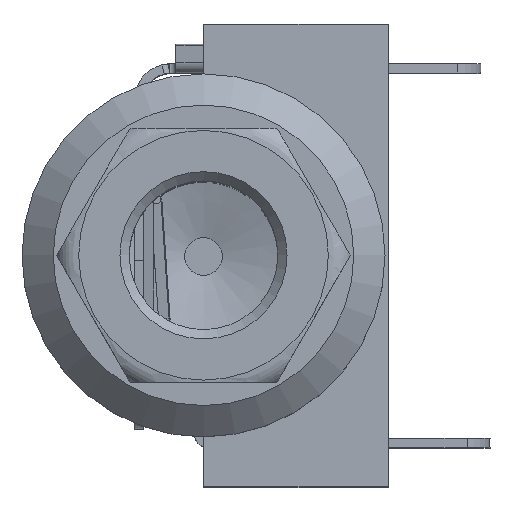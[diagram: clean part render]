
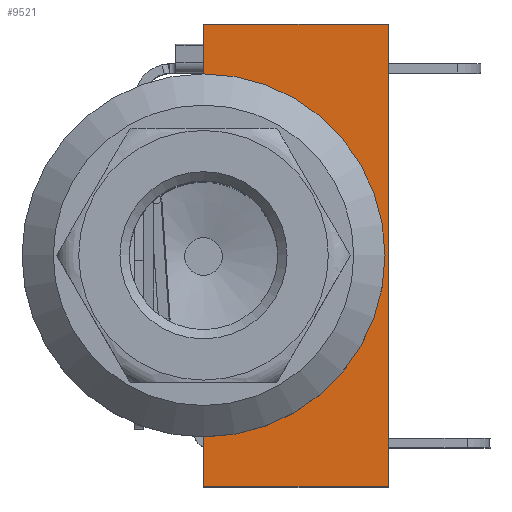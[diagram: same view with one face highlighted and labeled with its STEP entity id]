
A CAD part, top view. The second image highlights one B-rep face of the part: STEP entity #9521.
In plain terms, the highlighted planar face has unit normal (0, 0, 1).
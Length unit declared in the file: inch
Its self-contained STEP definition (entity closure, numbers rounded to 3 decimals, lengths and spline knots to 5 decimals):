
#1902=CARTESIAN_POINT('',(0.,0.29528,0.0));
#1903=VERTEX_POINT('',#1902);
#1910=CARTESIAN_POINT('',(0.,0.3937,0.0));
#1911=VERTEX_POINT('',#1910);
#1912=CARTESIAN_POINT('',(0.,0.29528,0.0));
#1913=DIRECTION('',(0.0,1.0,0.0));
#1914=VECTOR('',#1913,0.09843);
#1915=LINE('',#1912,#1914);
#1916=EDGE_CURVE('',#1903,#1911,#1915,.T.);
#5196=CARTESIAN_POINT('',(0.,-0.3937,0.0));
#5197=VERTEX_POINT('',#5196);
#5204=CARTESIAN_POINT('',(0.,-0.29528,0.0));
#5205=VERTEX_POINT('',#5204);
#5206=CARTESIAN_POINT('',(0.,-0.29528,0.0));
#5207=DIRECTION('',(0.0,-1.0,0.0));
#5208=VECTOR('',#5207,0.09843);
#5209=LINE('',#5206,#5208);
#5210=EDGE_CURVE('',#5205,#5197,#5209,.T.);
#5690=CARTESIAN_POINT('',(0.31496,0.3937,0.0));
#5691=VERTEX_POINT('',#5690);
#5698=CARTESIAN_POINT('',(0.31496,-0.3937,0.0));
#5699=VERTEX_POINT('',#5698);
#5700=CARTESIAN_POINT('',(0.31496,-0.3937,0.0));
#5701=DIRECTION('',(0.0,1.0,0.0));
#5702=VECTOR('',#5701,0.7874);
#5703=LINE('',#5700,#5702);
#5704=EDGE_CURVE('',#5699,#5691,#5703,.T.);
#9476=CARTESIAN_POINT('',(0.31496,0.3937,0.0));
#9477=DIRECTION('',(-1.0,0.0,0.0));
#9478=VECTOR('',#9477,0.31496);
#9479=LINE('',#9476,#9478);
#9480=EDGE_CURVE('',#5691,#1911,#9479,.T.);
#9486=CARTESIAN_POINT('',(0.00984,0.,0.0));
#9487=DIRECTION('',(0.0,0.0,1.0));
#9488=DIRECTION('',(0.0,1.0,0.0));
#9489=AXIS2_PLACEMENT_3D('',#9486,#9487,#9488);
#9490=PLANE('',#9489);
#9491=ORIENTED_EDGE('',*,*,#5210,.T.);
#9492=CARTESIAN_POINT('',(0.,-0.3937,0.0));
#9493=DIRECTION('',(1.0,0.0,0.0));
#9494=VECTOR('',#9493,0.31496);
#9495=LINE('',#9492,#9494);
#9496=EDGE_CURVE('',#5197,#5699,#9495,.T.);
#9497=ORIENTED_EDGE('',*,*,#9496,.T.);
#9498=ORIENTED_EDGE('',*,*,#5704,.T.);
#9499=ORIENTED_EDGE('',*,*,#9480,.T.);
#9500=ORIENTED_EDGE('',*,*,#1916,.F.);
#9501=CARTESIAN_POINT('',(0.,0.,0.0));
#9502=DIRECTION('',(0.0,0.0,-1.0));
#9503=DIRECTION('',(-1.0,0.0,0.0));
#9504=AXIS2_PLACEMENT_3D('',#9501,#9502,#9503);
#9505=CIRCLE('',#9504,0.29528);
#9506=EDGE_CURVE('',#5205,#1903,#9505,.T.);
#9507=ORIENTED_EDGE('',*,*,#9506,.F.);
#9508=EDGE_LOOP('',(#9491,#9497,#9498,#9499,#9500,#9507));
#9509=FACE_OUTER_BOUND('',#9508,.T.);
#9510=CARTESIAN_POINT('',(0.,0.21654,0.0));
#9511=VERTEX_POINT('',#9510);
#9512=CARTESIAN_POINT('',(0.,0.,0.0));
#9513=DIRECTION('',(0.0,0.0,1.0));
#9514=DIRECTION('',(0.0,1.0,0.0));
#9515=AXIS2_PLACEMENT_3D('',#9512,#9513,#9514);
#9516=CIRCLE('',#9515,0.21654);
#9517=EDGE_CURVE('',#9511,#9511,#9516,.T.);
#9518=ORIENTED_EDGE('',*,*,#9517,.F.);
#9519=EDGE_LOOP('',(#9518));
#9520=FACE_BOUND('',#9519,.T.);
#9521=ADVANCED_FACE('',(#9509,#9520),#9490,.T.);
